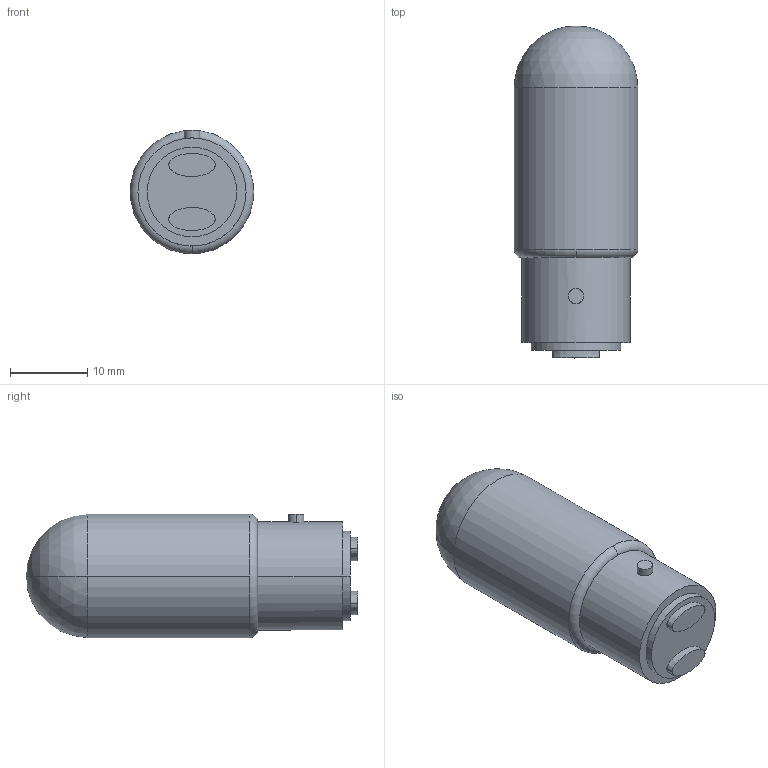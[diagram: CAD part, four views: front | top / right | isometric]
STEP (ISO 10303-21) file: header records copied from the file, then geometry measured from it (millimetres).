
FILE_DESCRIPTION(('SolidDesigner STEP Export'),'2;1');
FILE_NAME('2700142_PSD_S_AS_BULB_5W-select.stp','2015-04-23T11:37:54',(''),(''),'Creo Elements/Direct Modeling STEP processor for AP214 (Solid Model)','Creo Elements/Direct Modeling 18.1 06-May-2012 (C) Parametric Technology GmbH','');
FILE_SCHEMA(('AUTOMOTIVE_DESIGN { 1 0 10303 214 1 1 1 1 }'));
Length unit declared in the file: millimetre
Products named in the file (2): 2700142_PSD_S_AS_BULB_5W-select
Assembly tree (1 placements, depth 2):
  2700142_PSD_S_AS_BULB_5W-select
    2700142_PSD_S_AS_BULB_5W-select
Bounding box: 16 x 43 x 16 mm (x, y, z)
Volume: 7315.7 mm3; surface area: 2242.8 mm2
Topology: 1 solids, 1 shells, 21 faces, 47 edges, 30 vertices
Faces by surface type: cylinder 8, plane 5, extrusion 4, torus 2, sphere 2
Entity records: 1041 total; most frequent: CARTESIAN_POINT 410, ORIENTED_EDGE 90, DIRECTION 76, EDGE_CURVE 45, AXIS2_PLACEMENT_3D 30, VERTEX_POINT 30, EDGE_LOOP 25, COLOUR_RGB 22
